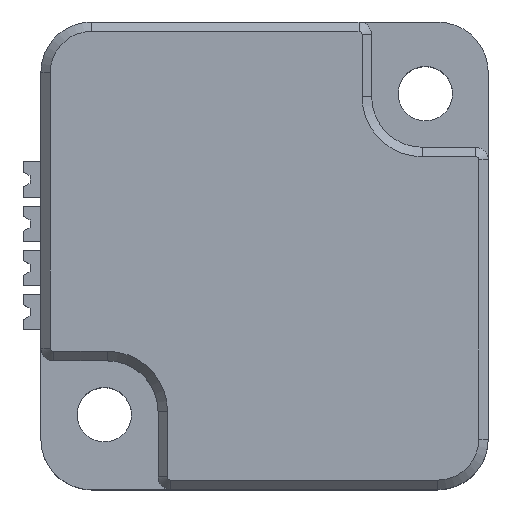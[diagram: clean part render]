
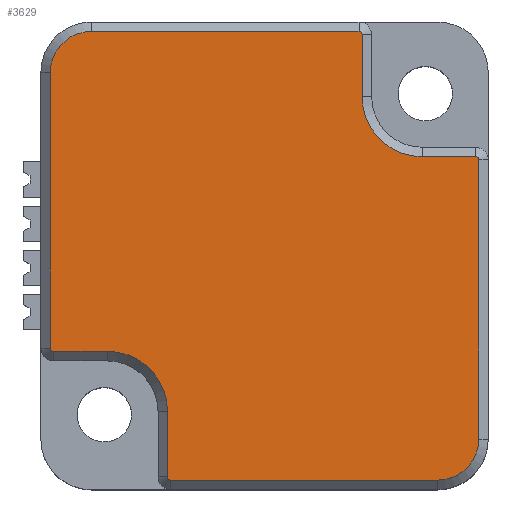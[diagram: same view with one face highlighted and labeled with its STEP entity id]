
A CAD part, top view. The second image highlights one B-rep face of the part: STEP entity #3629.
In plain terms, the highlighted free-form (B-spline) face has degree [1, 1] with [2, 2] control points.
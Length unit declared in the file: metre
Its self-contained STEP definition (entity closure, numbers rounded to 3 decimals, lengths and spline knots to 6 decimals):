
#246=LINE('',#5663,#621);
#247=LINE('',#5667,#622);
#248=LINE('',#5671,#623);
#249=LINE('',#5675,#624);
#250=LINE('',#5679,#625);
#251=LINE('',#5683,#626);
#252=LINE('',#5687,#627);
#253=LINE('',#5691,#628);
#621=VECTOR('',#4294,1.);
#622=VECTOR('',#4297,1.);
#623=VECTOR('',#4300,1.);
#624=VECTOR('',#4303,1.);
#625=VECTOR('',#4306,1.);
#626=VECTOR('',#4309,1.);
#627=VECTOR('',#4312,1.);
#628=VECTOR('',#4315,1.);
#830=B_SPLINE_SURFACE_WITH_KNOTS('',1,1,((#5656,#5657),(#5658,#5659)),
 .PLANE_SURF.,.F.,.F.,.F.,(2,2),(2,2),(0.,1.),(0.,1.),.UNSPECIFIED.);
#1460=ORIENTED_EDGE('',*,*,#2372,.T.);
#1461=ORIENTED_EDGE('',*,*,#2373,.T.);
#1462=ORIENTED_EDGE('',*,*,#2374,.T.);
#1463=ORIENTED_EDGE('',*,*,#2375,.T.);
#1464=ORIENTED_EDGE('',*,*,#2376,.T.);
#1465=ORIENTED_EDGE('',*,*,#2377,.T.);
#1466=ORIENTED_EDGE('',*,*,#2378,.T.);
#1467=ORIENTED_EDGE('',*,*,#2379,.T.);
#1468=ORIENTED_EDGE('',*,*,#2380,.T.);
#1469=ORIENTED_EDGE('',*,*,#2381,.T.);
#1470=ORIENTED_EDGE('',*,*,#2382,.T.);
#1471=ORIENTED_EDGE('',*,*,#2383,.T.);
#1472=ORIENTED_EDGE('',*,*,#2384,.T.);
#1473=ORIENTED_EDGE('',*,*,#2385,.T.);
#1474=ORIENTED_EDGE('',*,*,#2386,.T.);
#1475=ORIENTED_EDGE('',*,*,#2387,.T.);
#2372=EDGE_CURVE('',#2839,#2840,#3007,.T.);
#2373=EDGE_CURVE('',#2840,#2841,#246,.T.);
#2374=EDGE_CURVE('',#2841,#2842,#3008,.T.);
#2375=EDGE_CURVE('',#2842,#2843,#247,.T.);
#2376=EDGE_CURVE('',#2843,#2844,#3009,.F.);
#2377=EDGE_CURVE('',#2844,#2845,#248,.T.);
#2378=EDGE_CURVE('',#2845,#2846,#3010,.T.);
#2379=EDGE_CURVE('',#2846,#2847,#249,.T.);
#2380=EDGE_CURVE('',#2847,#2848,#3011,.T.);
#2381=EDGE_CURVE('',#2848,#2849,#250,.T.);
#2382=EDGE_CURVE('',#2849,#2850,#3012,.T.);
#2383=EDGE_CURVE('',#2850,#2851,#251,.T.);
#2384=EDGE_CURVE('',#2851,#2852,#3013,.F.);
#2385=EDGE_CURVE('',#2852,#2853,#252,.T.);
#2386=EDGE_CURVE('',#2853,#2854,#3014,.T.);
#2387=EDGE_CURVE('',#2854,#2839,#253,.T.);
#2839=VERTEX_POINT('',#5661);
#2840=VERTEX_POINT('',#5662);
#2841=VERTEX_POINT('',#5664);
#2842=VERTEX_POINT('',#5666);
#2843=VERTEX_POINT('',#5668);
#2844=VERTEX_POINT('',#5670);
#2845=VERTEX_POINT('',#5672);
#2846=VERTEX_POINT('',#5674);
#2847=VERTEX_POINT('',#5676);
#2848=VERTEX_POINT('',#5678);
#2849=VERTEX_POINT('',#5680);
#2850=VERTEX_POINT('',#5682);
#2851=VERTEX_POINT('',#5684);
#2852=VERTEX_POINT('',#5686);
#2853=VERTEX_POINT('',#5688);
#2854=VERTEX_POINT('',#5690);
#3007=CIRCLE('',#3824,0.00325);
#3008=CIRCLE('',#3825,0.00025);
#3009=CIRCLE('',#3826,0.00475);
#3010=CIRCLE('',#3827,0.00025);
#3011=CIRCLE('',#3828,0.00325);
#3012=CIRCLE('',#3829,0.00025);
#3013=CIRCLE('',#3830,0.00475);
#3014=CIRCLE('',#3831,0.00025);
#3164=EDGE_LOOP('',(#1460,#1461,#1462,#1463,#1464,#1465,#1466,#1467,#1468,
#1469,#1470,#1471,#1472,#1473,#1474,#1475));
#3367=FACE_BOUND('',#3164,.T.);
#3629=ADVANCED_FACE('',(#3367),#830,.T.);
#3824=AXIS2_PLACEMENT_3D('',#5660,#4292,#4293);
#3825=AXIS2_PLACEMENT_3D('',#5665,#4295,#4296);
#3826=AXIS2_PLACEMENT_3D('',#5669,#4298,#4299);
#3827=AXIS2_PLACEMENT_3D('',#5673,#4301,#4302);
#3828=AXIS2_PLACEMENT_3D('',#5677,#4304,#4305);
#3829=AXIS2_PLACEMENT_3D('',#5681,#4307,#4308);
#3830=AXIS2_PLACEMENT_3D('',#5685,#4310,#4311);
#3831=AXIS2_PLACEMENT_3D('',#5689,#4313,#4314);
#4292=DIRECTION('',(0.,0.,1.));
#4293=DIRECTION('',(1.,0.,0.));
#4294=DIRECTION('',(0.,-1.,0.));
#4295=DIRECTION('',(0.,0.,1.));
#4296=DIRECTION('',(1.,0.,0.));
#4297=DIRECTION('',(1.,0.,0.));
#4298=DIRECTION('',(0.,0.,1.));
#4299=DIRECTION('',(1.,0.,0.));
#4300=DIRECTION('',(0.,-1.,0.));
#4301=DIRECTION('',(0.,0.,1.));
#4302=DIRECTION('',(1.,0.,0.));
#4303=DIRECTION('',(1.,0.,0.));
#4304=DIRECTION('',(0.,0.,1.));
#4305=DIRECTION('',(1.,0.,0.));
#4306=DIRECTION('',(0.,1.,0.));
#4307=DIRECTION('',(0.,0.,1.));
#4308=DIRECTION('',(1.,0.,0.));
#4309=DIRECTION('',(-1.,0.,0.));
#4310=DIRECTION('',(0.,0.,1.));
#4311=DIRECTION('',(1.,0.,0.));
#4312=DIRECTION('',(0.,1.,0.));
#4313=DIRECTION('',(0.,0.,1.));
#4314=DIRECTION('',(1.,0.,0.));
#4315=DIRECTION('',(-1.,0.,0.));
#5656=CARTESIAN_POINT('',(-0.01695,-0.01775,0.0129));
#5657=CARTESIAN_POINT('',(-0.01695,0.01775,0.0129));
#5658=CARTESIAN_POINT('',(0.01695,-0.01775,0.0129));
#5659=CARTESIAN_POINT('',(0.01695,0.01775,0.0129));
#5660=CARTESIAN_POINT('',(-0.0137,0.0145,0.0129));
#5661=CARTESIAN_POINT('',(-0.0137,0.01775,0.0129));
#5662=CARTESIAN_POINT('',(-0.01695,0.0145,0.0129));
#5663=CARTESIAN_POINT('',(-0.01695,0.,0.0129));
#5664=CARTESIAN_POINT('',(-0.01695,-0.007309,0.0129));
#5665=CARTESIAN_POINT('',(-0.0167,-0.007309,0.0129));
#5666=CARTESIAN_POINT('',(-0.0167,-0.007559,0.0129));
#5667=CARTESIAN_POINT('',(0.,-0.007559,0.0129));
#5668=CARTESIAN_POINT('',(-0.012429,-0.007559,0.0129));
#5669=CARTESIAN_POINT('',(-0.012429,-0.012309,0.0129));
#5670=CARTESIAN_POINT('',(-0.007679,-0.012309,0.0129));
#5671=CARTESIAN_POINT('',(-0.007679,-0.0175,0.0129));
#5672=CARTESIAN_POINT('',(-0.007679,-0.0175,0.0129));
#5673=CARTESIAN_POINT('',(-0.007429,-0.0175,0.0129));
#5674=CARTESIAN_POINT('',(-0.007429,-0.01775,0.0129));
#5675=CARTESIAN_POINT('',(0.,-0.01775,0.0129));
#5676=CARTESIAN_POINT('',(0.0137,-0.01775,0.0129));
#5677=CARTESIAN_POINT('',(0.0137,-0.0145,0.0129));
#5678=CARTESIAN_POINT('',(0.01695,-0.0145,0.0129));
#5679=CARTESIAN_POINT('',(0.01695,0.007591,0.0129));
#5680=CARTESIAN_POINT('',(0.01695,0.007591,0.0129));
#5681=CARTESIAN_POINT('',(0.0167,0.007591,0.0129));
#5682=CARTESIAN_POINT('',(0.0167,0.007841,0.0129));
#5683=CARTESIAN_POINT('',(0.,0.007841,0.0129));
#5684=CARTESIAN_POINT('',(0.012471,0.007841,0.0129));
#5685=CARTESIAN_POINT('',(0.012471,0.012591,0.0129));
#5686=CARTESIAN_POINT('',(0.007721,0.012591,0.0129));
#5687=CARTESIAN_POINT('',(0.007721,0.0175,0.0129));
#5688=CARTESIAN_POINT('',(0.007721,0.0175,0.0129));
#5689=CARTESIAN_POINT('',(0.007471,0.0175,0.0129));
#5690=CARTESIAN_POINT('',(0.007471,0.01775,0.0129));
#5691=CARTESIAN_POINT('',(-0.0137,0.01775,0.0129));
